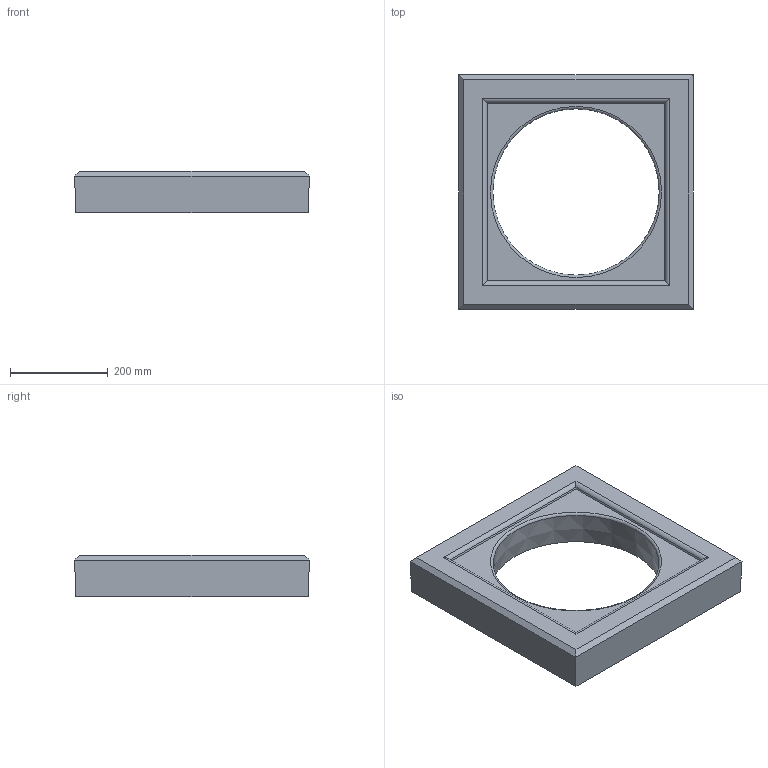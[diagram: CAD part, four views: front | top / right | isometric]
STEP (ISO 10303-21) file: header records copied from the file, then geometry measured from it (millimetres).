
FILE_DESCRIPTION(/* description */ (''),/* implementation_level */ '2;1');
FILE_NAME(/* name */ '660260z.stp',/* time_stamp */ '2024-10-10T07:17:52+02:00',/* author */ ('corinna'),/* organization */ (''),/* preprocessor_version */ 'ST-DEVELOPER v20',/* originating_system */ 'Autodesk Inventor 2024',/* authorisation */ '');
FILE_SCHEMA (('AUTOMOTIVE_DESIGN { 1 0 10303 214 3 1 1 }'));
Length unit declared in the file: millimetre
Products named in the file (1): 660260z
Bounding box: 480 x 480 x 85 mm (x, y, z)
Volume: 10917604 mm3; surface area: 506094.2 mm2
Topology: 1 solids, 1 shells, 21 faces, 45 edges, 27 vertices
Faces by surface type: plane 15, cylinder 4, torus 1, cone 1
Entity records: 602 total; most frequent: DIRECTION 97, CARTESIAN_POINT 94, ORIENTED_EDGE 90, EDGE_CURVE 45, LINE 37, VECTOR 37, AXIS2_PLACEMENT_3D 30, VERTEX_POINT 27
